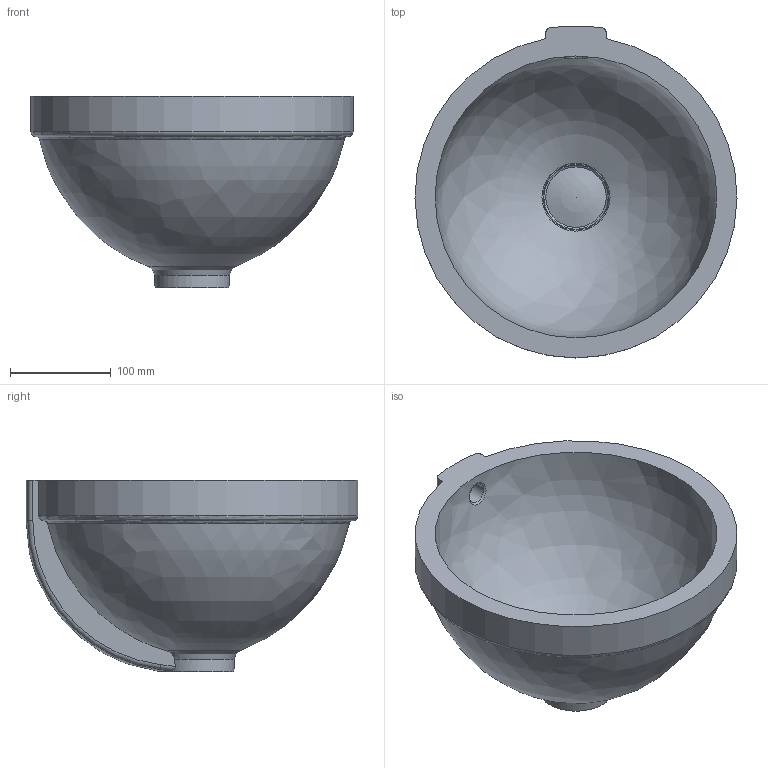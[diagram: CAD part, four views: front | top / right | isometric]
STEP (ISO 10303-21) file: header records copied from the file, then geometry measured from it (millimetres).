
FILE_DESCRIPTION((''),'2;1');
FILE_NAME('031927.stp','2008-01-16T12:39:40',('Huebner'),(''),'Autodesk Inventor 11','Autodesk Inventor 11','');
FILE_SCHEMA(('AUTOMOTIVE_DESIGN { 1 0 10303 214 1 1 1 1 }'));
Length unit declared in the file: millimetre
Products named in the file (4): 31927; Kelch; Stopfen
Assembly tree (3 placements, depth 2):
  31927
    31927
    Kelch
    Stopfen
Bounding box: 319.99 x 329.78 x 190 mm (x, y, z)
Volume: 3211984.8 mm3; surface area: 364927.3 mm2
Topology: 3 solids, 3 shells, 61 faces, 156 edges, 100 vertices
Faces by surface type: cylinder 22, plane 19, torus 9, bspline 7, cone 4
Full cylindrical faces by diameter (mm): 20 x1, 42 x1, 44 x1, 52 x1, 60 x1
Entity records: 3300 total; most frequent: CARTESIAN_POINT 1819, DIRECTION 294, ORIENTED_EDGE 278, EDGE_CURVE 139, AXIS2_PLACEMENT_3D 122, VERTEX_POINT 96, EDGE_LOOP 79, CIRCLE 61
